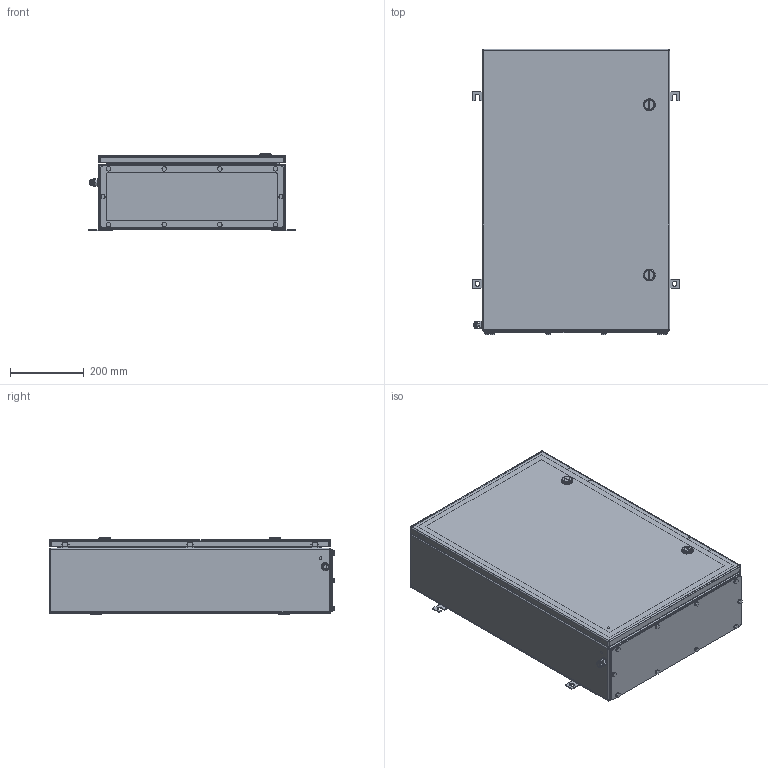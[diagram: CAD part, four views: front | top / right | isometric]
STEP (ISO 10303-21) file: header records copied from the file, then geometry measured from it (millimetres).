
FILE_DESCRIPTION(('CATIA V5 STEP Exchange','CAx-IF Rec.Pracs.--- Model Styling and Organization---1.4--- 2014-01-23'),'2;1');
FILE_NAME ('008856-9_3_1200840000_1200840000.stp','2019-09-23T09:42:11+00:00',('none'),('Weidmueller'),'CATIA Version 5-6 Release 2016 SP3 HF44','CATIA V5 STEP AP214','none');
FILE_SCHEMA(('AUTOMOTIVE_DESIGN { 1 0 10303 214 1 1 1 1 }'));
Length unit declared in the file: millimetre
Products named in the file (1): ZUB_KTB_QL_765020_1GP
Bounding box: 559 x 773 x 209.8 mm (x, y, z)
Volume: 2539271 mm3; surface area: 3039857.7 mm2
Topology: 78 solids, 80 shells, 1540 faces, 3554 edges, 2223 vertices
Faces by surface type: plane 706, cylinder 626, cone 154, sphere 24, torus 22, bspline 8
Entity records: 41716 total; most frequent: CARTESIAN_POINT 8840, ORIENTED_EDGE 6976, DIRECTION 5575, EDGE_CURVE 3488, AXIS2_PLACEMENT_3D 2409, VERTEX_POINT 2223, VECTOR 1996, LINE 1996
